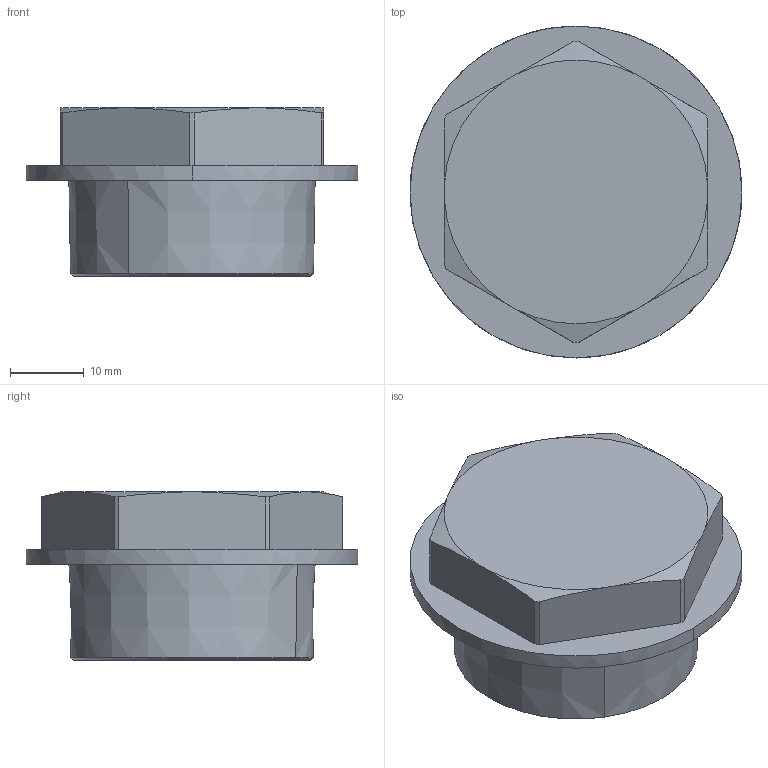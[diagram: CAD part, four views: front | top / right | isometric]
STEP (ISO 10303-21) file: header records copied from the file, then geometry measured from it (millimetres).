
FILE_DESCRIPTION(('CATIA V5 STEP Exchange','CAx-IF Rec.Pracs.--- Model Styling and Organization---1.4--- 2014-01-23'),'2;1');
FILE_NAME ('1932198-3_0', '2024-02-01T08:30:53+00:00', ('none'), ('Weidmueller'), 'CATIA Version 5-6 Release 2016 SP3 HF44', 'CATIA V5 STEP AP214', 'none');
FILE_SCHEMA(('AUTOMOTIVE_DESIGN { 1 0 10303 214 1 1 1 1 }'));
Length unit declared in the file: millimetre
Products named in the file (1): 2978980000_VP_NPT_1_EX_7J_BK
Bounding box: 45 x 45 x 22.8 mm (x, y, z)
Volume: 15619.3 mm3; surface area: 6886 mm2
Topology: 1 solids, 1 shells, 31 faces, 76 edges, 50 vertices
Faces by surface type: plane 11, cone 10, cylinder 10
Entity records: 916 total; most frequent: CARTESIAN_POINT 239, ORIENTED_EDGE 152, DIRECTION 98, EDGE_CURVE 76, VERTEX_POINT 50, AXIS2_PLACEMENT_3D 49, EDGE_LOOP 34, VECTOR 32
